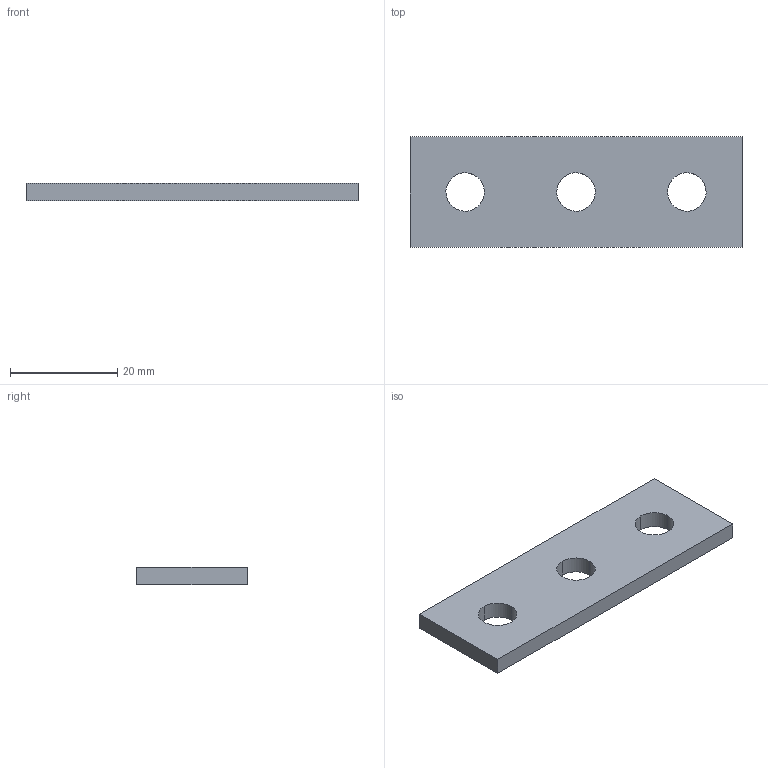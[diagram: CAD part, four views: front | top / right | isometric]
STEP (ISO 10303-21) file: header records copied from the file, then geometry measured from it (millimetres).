
FILE_DESCRIPTION(('TurboCAD Mac Pro'),'Build 980');
FILE_NAME('P6925.stp',' ',(''),(''),'ACIS Interop','IMSI','TurboCAD Mac Pro BY IMSI, INCORPORATED');
FILE_SCHEMA(('automotive_design'));
Length unit declared in the file: inch
Products named in the file (2): 1; 2
Bounding box: 61.9 x 20.67 x 3.17 mm (x, y, z)
Volume: 3679.2 mm3; surface area: 3056 mm2
Topology: 1 solids, 1 shells, 18 faces, 48 edges, 32 vertices
Faces by surface type: bspline 12, plane 6
Entity records: 1026 total; most frequent: CARTESIAN_POINT 308, ORIENTED_EDGE 96, EDGE_CURVE 48, DIRECTION 44, B_SPLINE_CURVE_WITH_KNOTS 36, STYLED_ITEM 35, PRESENTATION_STYLE_ASSIGNMENT 35, COLOUR_RGB 35
